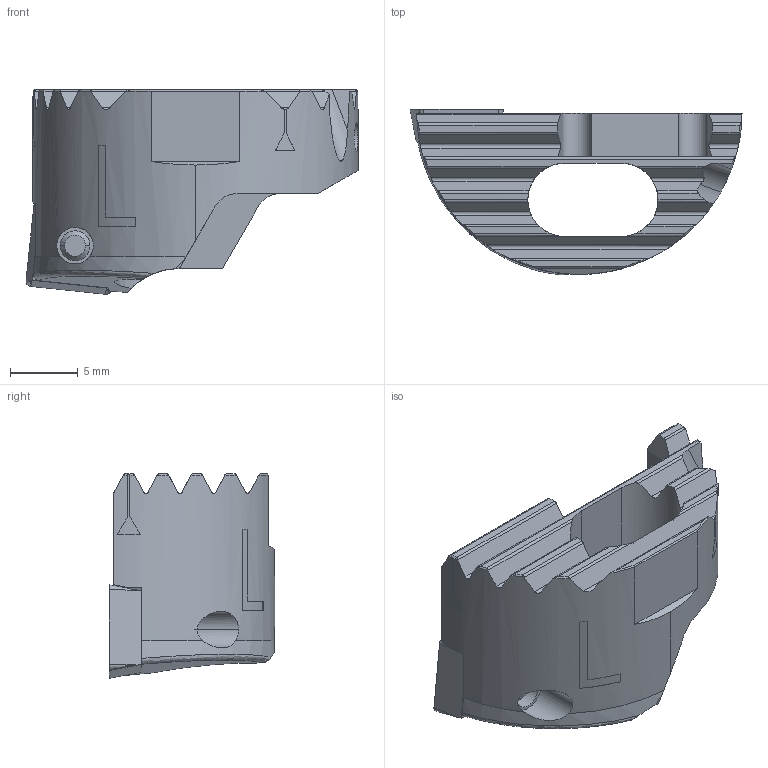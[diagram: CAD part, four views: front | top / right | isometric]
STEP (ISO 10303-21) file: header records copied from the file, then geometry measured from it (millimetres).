
FILE_DESCRIPTION(('no description'),'unknown implementation level');
FILE_NAME('F43F936A-6E64-4C10-BDF2-F5B162B99BFB_export.stp',' ',('CIMSOURCE GmbH'),('CADClick - KiM GmbH - www.kimweb.de'),'unknown preprocess','ACIS','unknown authorization');
FILE_SCHEMA(('automotive_design'));
Length unit declared in the file: millimetre
Products named in the file (3): 639.122 Kaiser 25-33 SW25 SP06 L|694.122 Kaiser ETL M2.5x6.5 T7 IP 10S_309.301;Kreismuster1; 639.122 Kaiser 25-33 SW25 SP06 L|639.122 Kaiser 25-33 SW25 SP06 L;Linear austragen12; 639.122 Kaiser 25-33 SW25 SP06 L|654.152 Kaiser SPMT 060204 K20C;Kombinieren1
Bounding box: 24.5 x 12.18 x 15.1 mm (x, y, z)
Volume: 1479.1 mm3; surface area: 1682.2 mm2
Topology: 3 solids, 3 shells, 191 faces, 531 edges, 344 vertices
Faces by surface type: plane 85, cylinder 73, cone 27, torus 4, bspline 2
Entity records: 13743 total; most frequent: CARTESIAN_POINT 2886, STYLED_ITEM 1065, PRESENTATION_STYLE_ASSIGNMENT 1065, COLOUR_RGB 1065, ORIENTED_EDGE 1054, DIRECTION 1029, EDGE_CURVE 527, CURVE_STYLE 527
